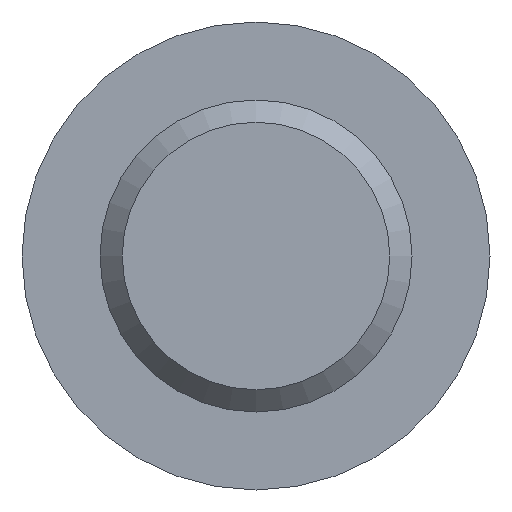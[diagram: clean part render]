
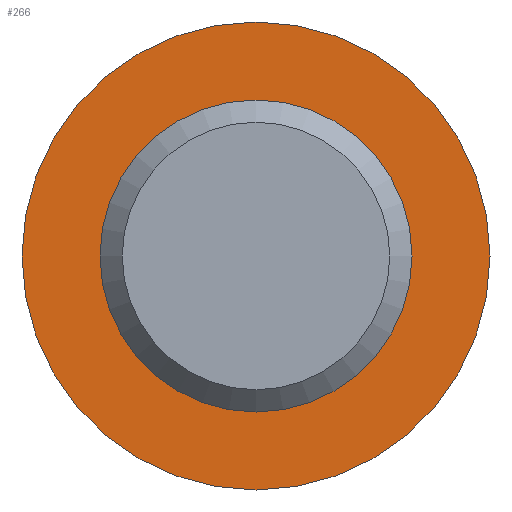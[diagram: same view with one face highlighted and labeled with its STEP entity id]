
A CAD part, front view. The second image highlights one B-rep face of the part: STEP entity #266.
In plain terms, the highlighted planar face has unit normal (0, -1, 0).
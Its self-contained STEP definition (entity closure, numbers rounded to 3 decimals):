
#13 = EDGE_CURVE ( 'NONE', #380, #380, #263, .T. ) ;
#17 = AXIS2_PLACEMENT_3D ( 'NONE', #91, #435, #366 ) ;
#26 = DIRECTION ( 'NONE',  ( 0., 0., -1. ) ) ;
#40 = CARTESIAN_POINT ( 'NONE',  ( 0., 120., -10.5 ) ) ;
#91 = CARTESIAN_POINT ( 'NONE',  ( -7., 120., 0. ) ) ;
#109 = DIRECTION ( 'NONE',  ( 0., -1., 0. ) ) ;
#151 = CIRCLE ( 'NONE', #533, 10.5 ) ;
#189 = EDGE_LOOP ( 'NONE', ( #427 ) ) ;
#194 = ORIENTED_EDGE ( 'NONE', *, *, #424, .T. ) ;
#196 = EDGE_LOOP ( 'NONE', ( #194 ) ) ;
#197 = CARTESIAN_POINT ( 'NONE',  ( 0., 120., -7. ) ) ;
#255 = VERTEX_POINT ( 'NONE', #40 ) ;
#263 = CIRCLE ( 'NONE', #376, 7. ) ;
#266 = ADVANCED_FACE ( 'NONE', ( #388, #310 ), #511, .F. ) ;
#283 = DIRECTION ( 'NONE',  ( 0., 0., -1. ) ) ;
#310 = FACE_OUTER_BOUND ( 'NONE', #196, .T. ) ;
#358 = CARTESIAN_POINT ( 'NONE',  ( 0., 120., 0. ) ) ;
#365 = DIRECTION ( 'NONE',  ( 0., -1., 0. ) ) ;
#366 = DIRECTION ( 'NONE',  ( 0., 0., 1. ) ) ;
#376 = AXIS2_PLACEMENT_3D ( 'NONE', #358, #109, #283 ) ;
#380 = VERTEX_POINT ( 'NONE', #197 ) ;
#388 = FACE_BOUND ( 'NONE', #189, .T. ) ;
#424 = EDGE_CURVE ( 'NONE', #255, #255, #151, .T. ) ;
#427 = ORIENTED_EDGE ( 'NONE', *, *, #13, .F. ) ;
#435 = DIRECTION ( 'NONE',  ( 0., 1., 0. ) ) ;
#511 = PLANE ( 'NONE',  #17 ) ;
#530 = CARTESIAN_POINT ( 'NONE',  ( 0., 120., 0. ) ) ;
#533 = AXIS2_PLACEMENT_3D ( 'NONE', #530, #365, #26 ) ;
